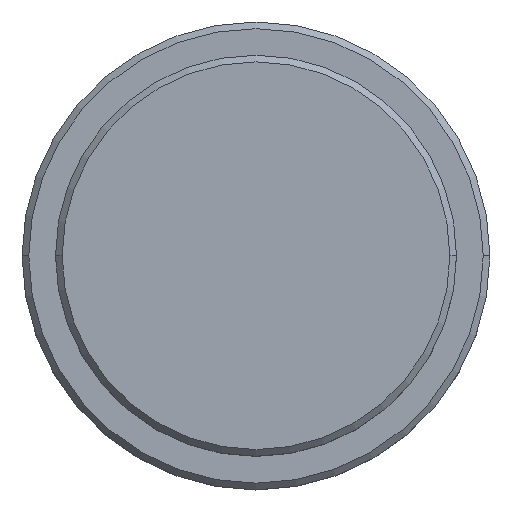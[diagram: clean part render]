
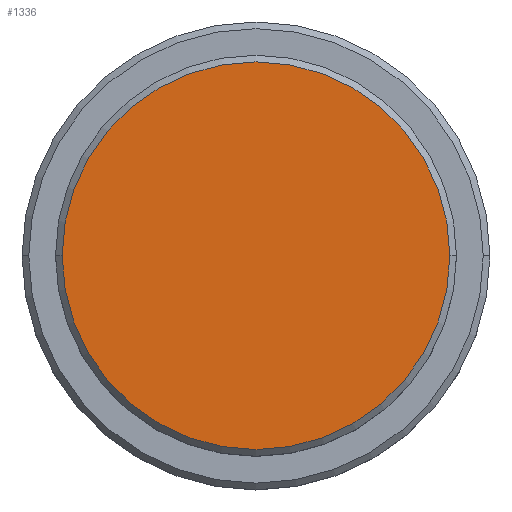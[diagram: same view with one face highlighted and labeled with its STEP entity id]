
A CAD part, top view. The second image highlights one B-rep face of the part: STEP entity #1336.
In plain terms, the highlighted planar face has unit normal (0, 0, 1).
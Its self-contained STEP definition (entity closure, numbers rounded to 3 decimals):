
#35 = FACE_OUTER_BOUND ( 'NONE', #944, .T. ) ;
#135 = DIRECTION ( 'NONE',  ( 1., 0., 0. ) ) ;
#196 = DIRECTION ( 'NONE',  ( 0., 0., 1. ) ) ;
#295 = AXIS2_PLACEMENT_3D ( 'NONE', #409, #196, #1064 ) ;
#310 = ORIENTED_EDGE ( 'NONE', *, *, #661, .T. ) ;
#348 = DIRECTION ( 'NONE',  ( 0., 0., 1. ) ) ;
#368 = CIRCLE ( 'NONE', #578, 14.5 ) ;
#390 = CARTESIAN_POINT ( 'NONE',  ( 14.5, 0., 0. ) ) ;
#409 = CARTESIAN_POINT ( 'NONE',  ( 0., 0., 0. ) ) ;
#429 = PLANE ( 'NONE',  #295 ) ;
#433 = VERTEX_POINT ( 'NONE', #390 ) ;
#504 = CARTESIAN_POINT ( 'NONE',  ( 0., 0., 0. ) ) ;
#539 = DIRECTION ( 'NONE',  ( 1., 0., 0. ) ) ;
#578 = AXIS2_PLACEMENT_3D ( 'NONE', #504, #1346, #135 ) ;
#661 = EDGE_CURVE ( 'NONE', #741, #433, #805, .T. ) ;
#741 = VERTEX_POINT ( 'NONE', #1333 ) ;
#805 = CIRCLE ( 'NONE', #1150, 14.5 ) ;
#870 = ORIENTED_EDGE ( 'NONE', *, *, #1301, .T. ) ;
#886 = CARTESIAN_POINT ( 'NONE',  ( 0., 0., 0. ) ) ;
#944 = EDGE_LOOP ( 'NONE', ( #310, #870 ) ) ;
#1064 = DIRECTION ( 'NONE',  ( 1., 0., 0. ) ) ;
#1150 = AXIS2_PLACEMENT_3D ( 'NONE', #886, #348, #539 ) ;
#1301 = EDGE_CURVE ( 'NONE', #433, #741, #368, .T. ) ;
#1333 = CARTESIAN_POINT ( 'NONE',  ( -14.5, 0., 0. ) ) ;
#1336 = ADVANCED_FACE ( 'NONE', ( #35 ), #429, .T. ) ;
#1346 = DIRECTION ( 'NONE',  ( 0., 0., 1. ) ) ;
